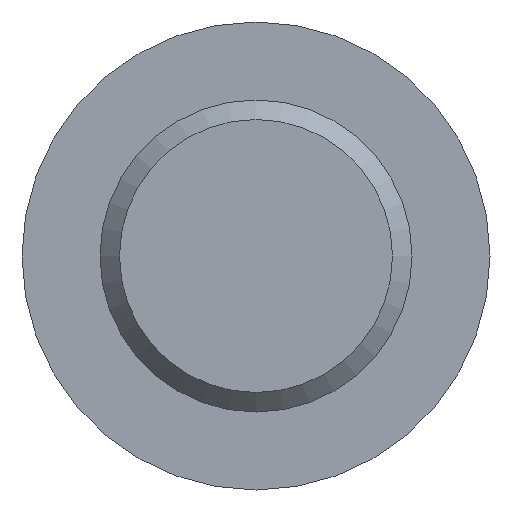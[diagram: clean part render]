
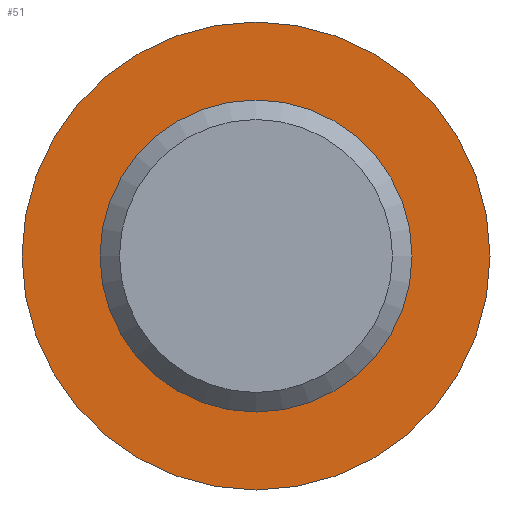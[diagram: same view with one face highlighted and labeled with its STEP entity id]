
A CAD part, front view. The second image highlights one B-rep face of the part: STEP entity #51.
In plain terms, the highlighted planar face has unit normal (0, -1, 0).
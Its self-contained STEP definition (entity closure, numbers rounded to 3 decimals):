
#6 = ORIENTED_EDGE ( 'NONE', *, *, #296, .F. ) ;
#21 = EDGE_LOOP ( 'NONE', ( #125 ) ) ;
#51 = ADVANCED_FACE ( 'NONE', ( #526, #475 ), #397, .F. ) ;
#52 = CIRCLE ( 'NONE', #541, 8. ) ;
#94 = CIRCLE ( 'NONE', #355, 12. ) ;
#104 = CARTESIAN_POINT ( 'NONE',  ( 0., 20., 0. ) ) ;
#106 = CARTESIAN_POINT ( 'NONE',  ( -8., 20., 0. ) ) ;
#125 = ORIENTED_EDGE ( 'NONE', *, *, #436, .T. ) ;
#142 = VERTEX_POINT ( 'NONE', #308 ) ;
#150 = DIRECTION ( 'NONE',  ( 0., 1., 0. ) ) ;
#158 = CARTESIAN_POINT ( 'NONE',  ( 0., 20., -12. ) ) ;
#232 = AXIS2_PLACEMENT_3D ( 'NONE', #106, #150, #313 ) ;
#264 = CARTESIAN_POINT ( 'NONE',  ( 0., 20., 0. ) ) ;
#275 = DIRECTION ( 'NONE',  ( 0., -1., 0. ) ) ;
#285 = VERTEX_POINT ( 'NONE', #158 ) ;
#296 = EDGE_CURVE ( 'NONE', #142, #142, #52, .T. ) ;
#301 = EDGE_LOOP ( 'NONE', ( #6 ) ) ;
#308 = CARTESIAN_POINT ( 'NONE',  ( 0., 20., -8. ) ) ;
#313 = DIRECTION ( 'NONE',  ( 0., 0., 1. ) ) ;
#349 = DIRECTION ( 'NONE',  ( 0., -1., 0. ) ) ;
#355 = AXIS2_PLACEMENT_3D ( 'NONE', #104, #275, #403 ) ;
#397 = PLANE ( 'NONE',  #232 ) ;
#403 = DIRECTION ( 'NONE',  ( 0., 0., -1. ) ) ;
#435 = DIRECTION ( 'NONE',  ( 0., 0., -1. ) ) ;
#436 = EDGE_CURVE ( 'NONE', #285, #285, #94, .T. ) ;
#475 = FACE_OUTER_BOUND ( 'NONE', #21, .T. ) ;
#526 = FACE_BOUND ( 'NONE', #301, .T. ) ;
#541 = AXIS2_PLACEMENT_3D ( 'NONE', #264, #349, #435 ) ;
